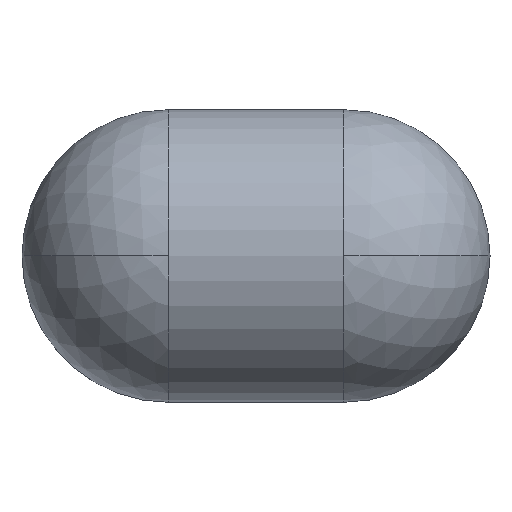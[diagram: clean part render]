
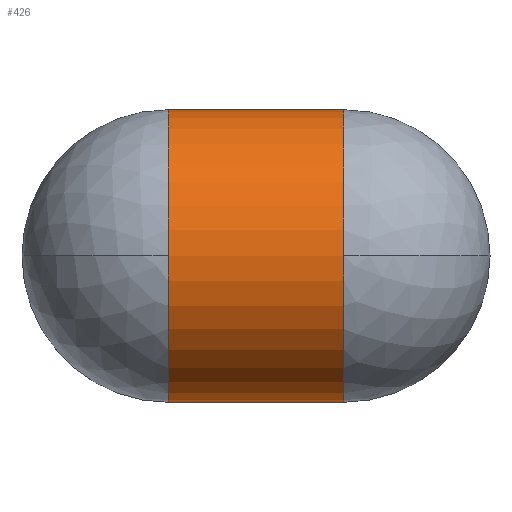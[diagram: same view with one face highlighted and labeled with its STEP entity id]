
A CAD part, top view. The second image highlights one B-rep face of the part: STEP entity #426.
In plain terms, the highlighted cylindrical face has radius 1.25 mm (diameter 2.5 mm), a partial arc.
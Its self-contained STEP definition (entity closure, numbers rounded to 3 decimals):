
#71=LINE('',#768,#79);
#72=LINE('',#769,#80);
#79=VECTOR('',#615,1.5);
#80=VECTOR('',#616,1.5);
#84=CYLINDRICAL_SURFACE('',#494,1.25);
#104=FACE_OUTER_BOUND('',#144,.T.);
#144=EDGE_LOOP('',(#353,#354,#355,#356,#357,#358));
#189=CIRCLE('',#466,1.25);
#190=CIRCLE('',#468,1.25);
#192=CIRCLE('',#471,1.25);
#199=CIRCLE('',#480,1.25);
#227=VERTEX_POINT('',#715);
#229=VERTEX_POINT('',#718);
#230=VERTEX_POINT('',#722);
#231=VERTEX_POINT('',#726);
#232=VERTEX_POINT('',#727);
#237=VERTEX_POINT('',#740);
#265=EDGE_CURVE('',#227,#229,#189,.F.);
#266=EDGE_CURVE('',#230,#227,#190,.F.);
#268=EDGE_CURVE('',#231,#232,#192,.F.);
#275=EDGE_CURVE('',#232,#237,#199,.F.);
#289=EDGE_CURVE('',#229,#231,#71,.T.);
#290=EDGE_CURVE('',#237,#230,#72,.T.);
#353=ORIENTED_EDGE('',*,*,#266,.T.);
#354=ORIENTED_EDGE('',*,*,#265,.T.);
#355=ORIENTED_EDGE('',*,*,#289,.T.);
#356=ORIENTED_EDGE('',*,*,#268,.T.);
#357=ORIENTED_EDGE('',*,*,#275,.T.);
#358=ORIENTED_EDGE('',*,*,#290,.T.);
#426=ADVANCED_FACE('',(#104),#84,.T.);
#466=AXIS2_PLACEMENT_3D('',#720,#551,#552);
#468=AXIS2_PLACEMENT_3D('',#723,#555,#556);
#471=AXIS2_PLACEMENT_3D('',#728,#561,#562);
#480=AXIS2_PLACEMENT_3D('',#742,#579,#580);
#494=AXIS2_PLACEMENT_3D('',#767,#613,#614);
#551=DIRECTION('center_axis',(1.,0.,0.));
#552=DIRECTION('ref_axis',(0.,0.,1.));
#555=DIRECTION('center_axis',(1.,0.,0.));
#556=DIRECTION('ref_axis',(0.,-1.,0.));
#561=DIRECTION('center_axis',(-1.,0.,0.));
#562=DIRECTION('ref_axis',(0.,1.,0.));
#579=DIRECTION('center_axis',(-1.,0.,0.));
#580=DIRECTION('ref_axis',(0.,0.,1.));
#613=DIRECTION('center_axis',(1.,0.,0.));
#614=DIRECTION('ref_axis',(0.,-0.707,0.707));
#615=DIRECTION('',(-1.,0.,0.));
#616=DIRECTION('',(1.,0.,0.));
#715=CARTESIAN_POINT('',(0.75,0.,5.5));
#718=CARTESIAN_POINT('',(0.75,1.25,4.25));
#720=CARTESIAN_POINT('Origin',(0.75,0.,4.25));
#722=CARTESIAN_POINT('',(0.75,-1.25,4.25));
#723=CARTESIAN_POINT('Origin',(0.75,0.,4.25));
#726=CARTESIAN_POINT('',(-0.75,1.25,4.25));
#727=CARTESIAN_POINT('',(-0.75,0.,5.5));
#728=CARTESIAN_POINT('Origin',(-0.75,0.,4.25));
#740=CARTESIAN_POINT('',(-0.75,-1.25,4.25));
#742=CARTESIAN_POINT('Origin',(-0.75,0.,4.25));
#767=CARTESIAN_POINT('Origin',(-1.,0.,4.25));
#768=CARTESIAN_POINT('',(1.,1.25,4.25));
#769=CARTESIAN_POINT('',(-1.,-1.25,4.25));
